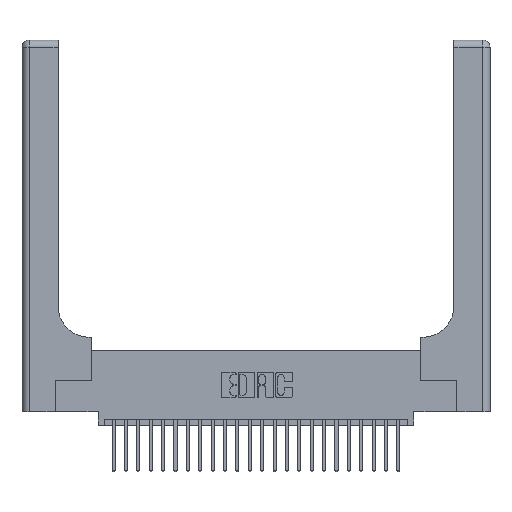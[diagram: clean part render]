
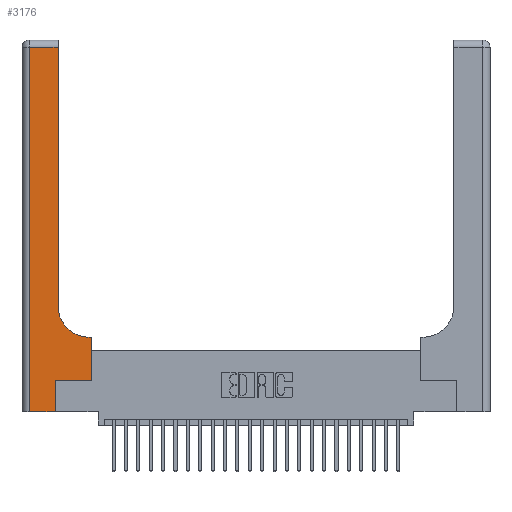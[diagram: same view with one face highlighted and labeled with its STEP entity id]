
A CAD part, top view. The second image highlights one B-rep face of the part: STEP entity #3176.
In plain terms, the highlighted planar face has unit normal (0, 0, 1).
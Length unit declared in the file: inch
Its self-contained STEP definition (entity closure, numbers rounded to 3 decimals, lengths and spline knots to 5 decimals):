
#196 = LINE ( 'NONE', #7703, #13772 ) ;
#288 = EDGE_CURVE ( 'NONE', #17976, #20437, #17006, .T. ) ;
#569 = FACE_OUTER_BOUND ( 'NONE', #7621, .T. ) ;
#857 = DIRECTION ( 'NONE',  ( 0., -1., 0. ) ) ;
#871 = CARTESIAN_POINT ( 'NONE',  ( 0.5585, 0.25, 0.37 ) ) ;
#1133 = ORIENTED_EDGE ( 'NONE', *, *, #4683, .T. ) ;
#1137 = LINE ( 'NONE', #871, #12689 ) ;
#1267 = EDGE_CURVE ( 'NONE', #20605, #9100, #21331, .T. ) ;
#1348 = DIRECTION ( 'NONE',  ( -1., 0., 0. ) ) ;
#1488 = CARTESIAN_POINT ( 'NONE',  ( 0., 3., 0.37 ) ) ;
#1724 = LINE ( 'NONE', #7364, #26466 ) ;
#2438 = LINE ( 'NONE', #19841, #19517 ) ;
#2742 = CARTESIAN_POINT ( 'NONE',  ( 0.06, 3., 0.37 ) ) ;
#3176 = ADVANCED_FACE ( 'NONE', ( #569 ), #5800, .F. ) ;
#3444 = CARTESIAN_POINT ( 'NONE',  ( 0.269, 0.25, 0.37 ) ) ;
#3615 = LINE ( 'NONE', #21023, #20343 ) ;
#3676 = CARTESIAN_POINT ( 'NONE',  ( 0.2915, 2.94, 0.37 ) ) ;
#3773 = VERTEX_POINT ( 'NONE', #7783 ) ;
#4683 = EDGE_CURVE ( 'NONE', #22009, #20605, #1137, .T. ) ;
#4784 = DIRECTION ( 'NONE',  ( 0., 0., -1. ) ) ;
#5461 = DIRECTION ( 'NONE',  ( 0., 0., -1. ) ) ;
#5800 = PLANE ( 'NONE',  #16566 ) ;
#6148 = EDGE_CURVE ( 'NONE', #20437, #19314, #1724, .T. ) ;
#6291 = VERTEX_POINT ( 'NONE', #3676 ) ;
#6944 = DIRECTION ( 'NONE',  ( 1., 0., 0. ) ) ;
#7364 = CARTESIAN_POINT ( 'NONE',  ( 0.269, 0., 0.37 ) ) ;
#7523 = DIRECTION ( 'NONE',  ( -1., 0., 0. ) ) ;
#7621 = EDGE_LOOP ( 'NONE', ( #10956, #14490, #18748, #15496, #10714, #22513, #1133, #23938, #19707 ) ) ;
#7703 = CARTESIAN_POINT ( 'NONE',  ( 0.269, 0.25, 0.37 ) ) ;
#7783 = CARTESIAN_POINT ( 'NONE',  ( 0.2915, 0.85, 0.37 ) ) ;
#8942 = EDGE_CURVE ( 'NONE', #3773, #6291, #3615, .T. ) ;
#9100 = VERTEX_POINT ( 'NONE', #14369 ) ;
#9300 = CARTESIAN_POINT ( 'NONE',  ( 0.06, 0., 0.37 ) ) ;
#9751 = VECTOR ( 'NONE', #1348, 39.37008 ) ;
#10236 = VECTOR ( 'NONE', #24467, 39.37008 ) ;
#10714 = ORIENTED_EDGE ( 'NONE', *, *, #6148, .T. ) ;
#10956 = ORIENTED_EDGE ( 'NONE', *, *, #8942, .T. ) ;
#11479 = CARTESIAN_POINT ( 'NONE',  ( 0.269, 0., 0.37 ) ) ;
#11618 = VECTOR ( 'NONE', #857, 39.37008 ) ;
#12306 = EDGE_CURVE ( 'NONE', #6291, #14539, #2438, .T. ) ;
#12342 = EDGE_CURVE ( 'NONE', #19314, #22009, #196, .T. ) ;
#12689 = VECTOR ( 'NONE', #17329, 39.37008 ) ;
#13772 = VECTOR ( 'NONE', #24012, 39.37008 ) ;
#14369 = CARTESIAN_POINT ( 'NONE',  ( 0.5415, 0.6, 0.37 ) ) ;
#14490 = ORIENTED_EDGE ( 'NONE', *, *, #12306, .T. ) ;
#14539 = VERTEX_POINT ( 'NONE', #20612 ) ;
#15496 = ORIENTED_EDGE ( 'NONE', *, *, #288, .T. ) ;
#16566 = AXIS2_PLACEMENT_3D ( 'NONE', #1488, #5461, #7523 ) ;
#16719 = LINE ( 'NONE', #2742, #11618 ) ;
#17006 = LINE ( 'NONE', #19875, #10236 ) ;
#17329 = DIRECTION ( 'NONE',  ( 0., 1., 0. ) ) ;
#17524 = CARTESIAN_POINT ( 'NONE',  ( 0.2915, 0.6, 0.37 ) ) ;
#17976 = VERTEX_POINT ( 'NONE', #9300 ) ;
#18748 = ORIENTED_EDGE ( 'NONE', *, *, #23242, .T. ) ;
#19162 = CARTESIAN_POINT ( 'NONE',  ( 0.5415, 0.85, 0.37 ) ) ;
#19314 = VERTEX_POINT ( 'NONE', #3444 ) ;
#19517 = VECTOR ( 'NONE', #24272, 39.37008 ) ;
#19707 = ORIENTED_EDGE ( 'NONE', *, *, #25039, .T. ) ;
#19841 = CARTESIAN_POINT ( 'NONE',  ( 0., 2.94, 0.37 ) ) ;
#19875 = CARTESIAN_POINT ( 'NONE',  ( 0., 0., 0.37 ) ) ;
#20343 = VECTOR ( 'NONE', #25236, 39.37008 ) ;
#20437 = VERTEX_POINT ( 'NONE', #11479 ) ;
#20605 = VERTEX_POINT ( 'NONE', #26110 ) ;
#20612 = CARTESIAN_POINT ( 'NONE',  ( 0.06, 2.94, 0.37 ) ) ;
#21023 = CARTESIAN_POINT ( 'NONE',  ( 0.2915, 3., 0.37 ) ) ;
#21331 = LINE ( 'NONE', #17524, #9751 ) ;
#21489 = CIRCLE ( 'NONE', #21799, 0.25 ) ;
#21799 = AXIS2_PLACEMENT_3D ( 'NONE', #19162, #4784, #6944 ) ;
#22009 = VERTEX_POINT ( 'NONE', #24341 ) ;
#22513 = ORIENTED_EDGE ( 'NONE', *, *, #12342, .T. ) ;
#23242 = EDGE_CURVE ( 'NONE', #14539, #17976, #16719, .T. ) ;
#23938 = ORIENTED_EDGE ( 'NONE', *, *, #1267, .T. ) ;
#24012 = DIRECTION ( 'NONE',  ( 1., 0., 0. ) ) ;
#24272 = DIRECTION ( 'NONE',  ( -1., 0., 0. ) ) ;
#24341 = CARTESIAN_POINT ( 'NONE',  ( 0.5585, 0.25, 0.37 ) ) ;
#24467 = DIRECTION ( 'NONE',  ( 1., 0., 0. ) ) ;
#25039 = EDGE_CURVE ( 'NONE', #9100, #3773, #21489, .T. ) ;
#25236 = DIRECTION ( 'NONE',  ( 0., 1., 0. ) ) ;
#26110 = CARTESIAN_POINT ( 'NONE',  ( 0.5585, 0.6, 0.37 ) ) ;
#26139 = DIRECTION ( 'NONE',  ( 0., 1., 0. ) ) ;
#26466 = VECTOR ( 'NONE', #26139, 39.37008 ) ;
